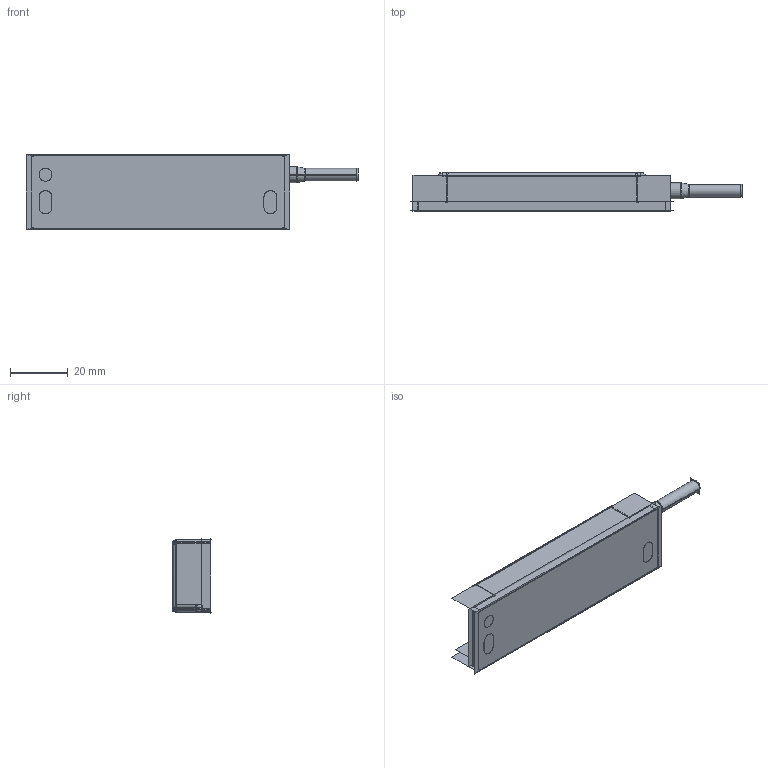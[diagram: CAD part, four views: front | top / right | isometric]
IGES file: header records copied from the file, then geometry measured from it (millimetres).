
Start section:  PTC IGES file: 188753.igs
Global section: file name: 188753.igs; native system: Creo Parametric by Parametric Technology Corporation; preprocessor: 2013230; author: pdmadmin; organization: Unknown; date: 20160201.113152; units: millimetre
Bounding box: 115.12 x 13.24 x 26 mm (x, y, z)
Volume: 24268.4 mm3; surface area: 35557.5 mm2
Topology: 1 solids, 1 shells, 118 faces, 604 edges, 772 vertices
Faces by surface type: revolution 80, bspline 38
